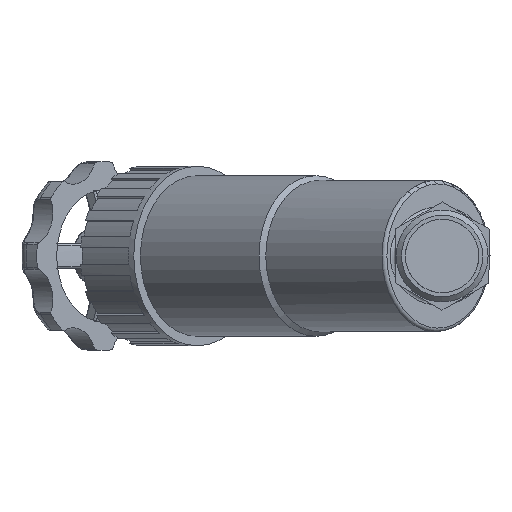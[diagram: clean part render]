
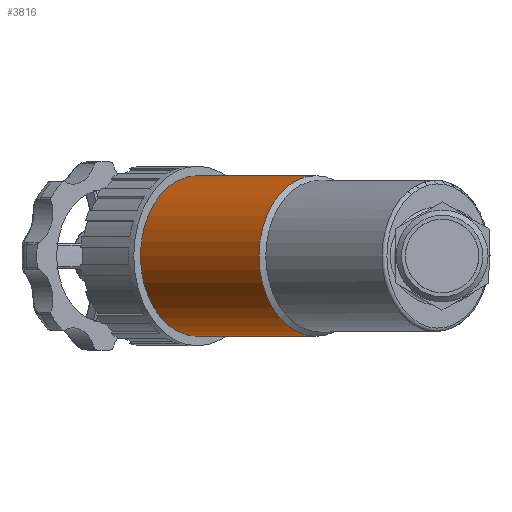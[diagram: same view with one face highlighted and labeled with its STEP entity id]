
A CAD part, left-side view. The second image highlights one B-rep face of the part: STEP entity #3816.
In plain terms, the highlighted cylindrical face has radius 23.141 mm (diameter 46.282 mm), a full revolution.
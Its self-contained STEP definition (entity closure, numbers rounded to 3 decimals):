
#161=FACE_BOUND('',#710,.T.);
#469=FACE_OUTER_BOUND('',#709,.T.);
#709=EDGE_LOOP('',(#3388));
#710=EDGE_LOOP('',(#3389));
#1513=CIRCLE('',#4191,23.141);
#1514=CIRCLE('',#4193,23.141);
#1835=VERTEX_POINT('',#8384);
#1836=VERTEX_POINT('',#8387);
#2368=EDGE_CURVE('',#1835,#1835,#1513,.T.);
#2369=EDGE_CURVE('',#1836,#1836,#1514,.T.);
#3388=ORIENTED_EDGE('',*,*,#2368,.T.);
#3389=ORIENTED_EDGE('',*,*,#2369,.F.);
#3632=CYLINDRICAL_SURFACE('',#4192,23.141);
#3816=ADVANCED_FACE('',(#469,#161),#3632,.T.);
#4191=AXIS2_PLACEMENT_3D('',#8385,#5116,#5117);
#4192=AXIS2_PLACEMENT_3D('',#8386,#5118,#5119);
#4193=AXIS2_PLACEMENT_3D('',#8388,#5120,#5121);
#5116=DIRECTION('center_axis',(0.707,0.707,0.));
#5117=DIRECTION('ref_axis',(0.707,-0.707,0.));
#5118=DIRECTION('center_axis',(0.707,0.707,0.));
#5119=DIRECTION('ref_axis',(-0.707,0.707,0.));
#5120=DIRECTION('center_axis',(0.707,0.707,0.));
#5121=DIRECTION('ref_axis',(0.707,-0.707,0.));
#8384=CARTESIAN_POINT('',(-3.88,52.706,0.));
#8385=CARTESIAN_POINT('Origin',(12.483,36.343,0.));
#8386=CARTESIAN_POINT('Origin',(29.568,53.428,0.));
#8387=CARTESIAN_POINT('',(30.29,86.877,0.));
#8388=CARTESIAN_POINT('Origin',(46.654,70.514,0.));
